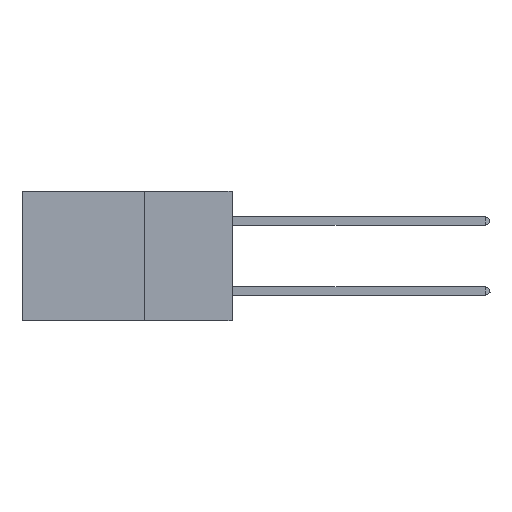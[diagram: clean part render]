
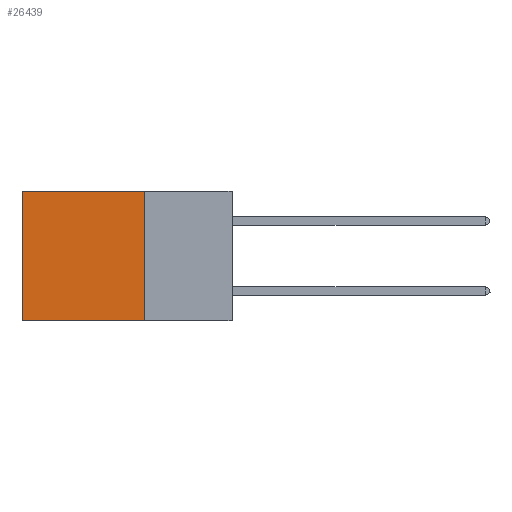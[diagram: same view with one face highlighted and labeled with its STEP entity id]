
A CAD part, left-side view. The second image highlights one B-rep face of the part: STEP entity #26439.
In plain terms, the highlighted planar face has unit normal (-1, 0, 0).
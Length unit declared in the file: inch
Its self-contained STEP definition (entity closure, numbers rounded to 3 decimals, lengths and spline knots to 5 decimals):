
#1835 = DIRECTION ( 'NONE',  ( 1., 0., 0. ) ) ;
#5613 = LINE ( 'NONE', #18105, #12980 ) ;
#7478 = VECTOR ( 'NONE', #28760, 39.37008 ) ;
#8020 = EDGE_CURVE ( 'NONE', #22919, #30577, #30408, .T. ) ;
#8029 = DIRECTION ( 'NONE',  ( 0., 0., -1. ) ) ;
#8149 = DIRECTION ( 'NONE',  ( 0., 1., 0. ) ) ;
#9426 = VERTEX_POINT ( 'NONE', #16993 ) ;
#10092 = DIRECTION ( 'NONE',  ( 0., 0., -1. ) ) ;
#10222 = ORIENTED_EDGE ( 'NONE', *, *, #8020, .F. ) ;
#11850 = LINE ( 'NONE', #32172, #27172 ) ;
#12980 = VECTOR ( 'NONE', #8149, 39.37008 ) ;
#13128 = CARTESIAN_POINT ( 'NONE',  ( 0.2875, 0.25, -0.37 ) ) ;
#14357 = ORIENTED_EDGE ( 'NONE', *, *, #27013, .T. ) ;
#14407 = AXIS2_PLACEMENT_3D ( 'NONE', #17342, #1835, #10092 ) ;
#14749 = PLANE ( 'NONE',  #14407 ) ;
#16885 = EDGE_CURVE ( 'NONE', #30577, #31040, #5613, .T. ) ;
#16993 = CARTESIAN_POINT ( 'NONE',  ( 0.2875, 0.6, 0. ) ) ;
#17342 = CARTESIAN_POINT ( 'NONE',  ( 0.2875, 0.25, 0. ) ) ;
#17395 = CARTESIAN_POINT ( 'NONE',  ( 0.2875, 0.6, -0.37 ) ) ;
#17970 = CARTESIAN_POINT ( 'NONE',  ( 0.2875, 0.25, 0. ) ) ;
#18105 = CARTESIAN_POINT ( 'NONE',  ( 0.2875, 0.25, -0.37 ) ) ;
#19577 = FACE_OUTER_BOUND ( 'NONE', #23452, .T. ) ;
#19770 = ORIENTED_EDGE ( 'NONE', *, *, #16885, .F. ) ;
#20012 = LINE ( 'NONE', #28869, #7478 ) ;
#22919 = VERTEX_POINT ( 'NONE', #17970 ) ;
#23452 = EDGE_LOOP ( 'NONE', ( #14357, #19770, #10222, #27934 ) ) ;
#23498 = CARTESIAN_POINT ( 'NONE',  ( 0.2875, 0.25, 0. ) ) ;
#25019 = EDGE_CURVE ( 'NONE', #22919, #9426, #20012, .T. ) ;
#26439 = ADVANCED_FACE ( 'NONE', ( #19577 ), #14749, .F. ) ;
#27013 = EDGE_CURVE ( 'NONE', #9426, #31040, #11850, .T. ) ;
#27172 = VECTOR ( 'NONE', #32054, 39.37008 ) ;
#27934 = ORIENTED_EDGE ( 'NONE', *, *, #25019, .T. ) ;
#28760 = DIRECTION ( 'NONE',  ( 0., 1., 0. ) ) ;
#28869 = CARTESIAN_POINT ( 'NONE',  ( 0.2875, 0.25, 0. ) ) ;
#29222 = VECTOR ( 'NONE', #8029, 39.37008 ) ;
#30408 = LINE ( 'NONE', #23498, #29222 ) ;
#30577 = VERTEX_POINT ( 'NONE', #13128 ) ;
#31040 = VERTEX_POINT ( 'NONE', #17395 ) ;
#32054 = DIRECTION ( 'NONE',  ( 0., 0., -1. ) ) ;
#32172 = CARTESIAN_POINT ( 'NONE',  ( 0.2875, 0.6, 0. ) ) ;
